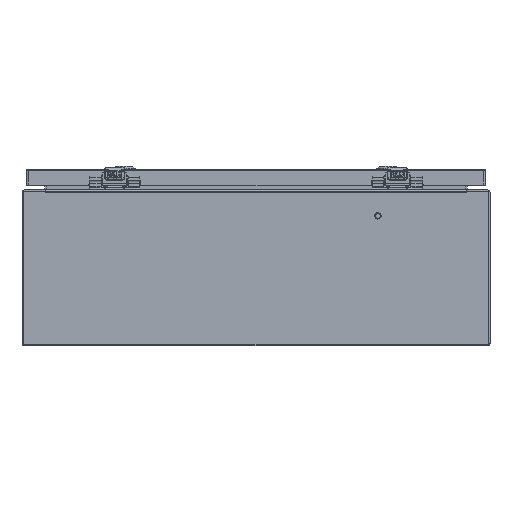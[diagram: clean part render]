
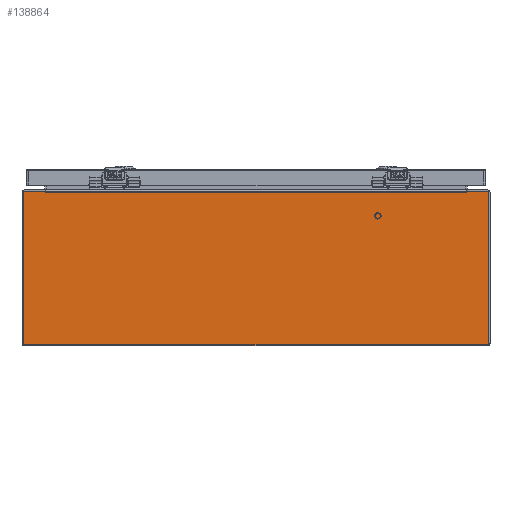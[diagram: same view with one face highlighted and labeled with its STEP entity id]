
A CAD part, front view. The second image highlights one B-rep face of the part: STEP entity #138864.
In plain terms, the highlighted face is planar.
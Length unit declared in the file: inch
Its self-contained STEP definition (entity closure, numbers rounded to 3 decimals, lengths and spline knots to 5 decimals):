
#253 = ORIENTED_EDGE ( 'NONE', *, *, #86093, .T. ) ;
#3446 = EDGE_CURVE ( 'NONE', #107824, #103934, #51002, .T. ) ;
#5299 = DIRECTION ( 'NONE',  ( 0., 1., 0. ) ) ;
#6184 = VERTEX_POINT ( 'NONE', #20933 ) ;
#6920 = DIRECTION ( 'NONE',  ( 0., 0., 1. ) ) ;
#9639 = VERTEX_POINT ( 'NONE', #84503 ) ;
#10538 = VERTEX_POINT ( 'NONE', #134696 ) ;
#10930 = AXIS2_PLACEMENT_3D ( 'NONE', #25915, #79209, #12820 ) ;
#11239 = CARTESIAN_POINT ( 'NONE',  ( -29.69, 22.50836, -1.163 ) ) ;
#11652 = CARTESIAN_POINT ( 'NONE',  ( -29.69, -0.167, -1.216 ) ) ;
#12542 = DIRECTION ( 'NONE',  ( 1., 0., 0. ) ) ;
#12820 = DIRECTION ( 'NONE',  ( 0., 0., 1. ) ) ;
#13715 = VERTEX_POINT ( 'NONE', #172686 ) ;
#14708 = CIRCLE ( 'NONE', #126339, 0.08 ) ;
#16150 = ORIENTED_EDGE ( 'NONE', *, *, #35119, .F. ) ;
#16532 = LINE ( 'NONE', #18259, #66312 ) ;
#18259 = CARTESIAN_POINT ( 'NONE',  ( -29.69, 0.87164, -1.163 ) ) ;
#20933 = CARTESIAN_POINT ( 'NONE',  ( -29.69, -0.167, -1.136 ) ) ;
#20937 = AXIS2_PLACEMENT_3D ( 'NONE', #129997, #37456, #6920 ) ;
#20942 = CARTESIAN_POINT ( 'NONE',  ( -29.69, 0.88422, -1.19 ) ) ;
#21958 = ORIENTED_EDGE ( 'NONE', *, *, #162041, .F. ) ;
#21983 = EDGE_CURVE ( 'NONE', #10538, #156783, #107077, .T. ) ;
#25915 = CARTESIAN_POINT ( 'NONE',  ( -29.69, 23.547, -8.93 ) ) ;
#27752 = DIRECTION ( 'NONE',  ( 0., -1., 0. ) ) ;
#29048 = CARTESIAN_POINT ( 'NONE',  ( -29.69, -0.247, -1.216 ) ) ;
#30518 = ORIENTED_EDGE ( 'NONE', *, *, #67389, .F. ) ;
#34819 = CARTESIAN_POINT ( 'NONE',  ( -29.69, 22.49578, -1.19 ) ) ;
#35119 = EDGE_CURVE ( 'NONE', #151838, #6184, #73614, .T. ) ;
#37279 = CARTESIAN_POINT ( 'NONE',  ( -29.69, 23.547, -9.01 ) ) ;
#37456 = DIRECTION ( 'NONE',  ( 1., 0., 0. ) ) ;
#38745 = CARTESIAN_POINT ( 'NONE',  ( -29.69, -0.247, -5.073 ) ) ;
#39018 = EDGE_CURVE ( 'NONE', #9639, #13715, #68021, .T. ) ;
#40964 = CARTESIAN_POINT ( 'NONE',  ( -29.69, 11.69, -1.136 ) ) ;
#41142 = VERTEX_POINT ( 'NONE', #140902 ) ;
#45862 = ORIENTED_EDGE ( 'NONE', *, *, #39018, .F. ) ;
#46105 = CIRCLE ( 'NONE', #20937, 0.08 ) ;
#49667 = VECTOR ( 'NONE', #62921, 39.37008 ) ;
#50532 = LINE ( 'NONE', #34819, #120344 ) ;
#51002 = LINE ( 'NONE', #38745, #86006 ) ;
#55435 = CARTESIAN_POINT ( 'NONE',  ( -29.69, 11.69, -5.073 ) ) ;
#55477 = VERTEX_POINT ( 'NONE', #103344 ) ;
#56344 = ORIENTED_EDGE ( 'NONE', *, *, #128447, .F. ) ;
#57264 = CARTESIAN_POINT ( 'NONE',  ( -29.69, 11.69, -9.01 ) ) ;
#58478 = CARTESIAN_POINT ( 'NONE',  ( -29.69, 23.627, -5.073 ) ) ;
#60147 = ORIENTED_EDGE ( 'NONE', *, *, #164239, .F. ) ;
#62921 = DIRECTION ( 'NONE',  ( 0., -0.174, -0.985 ) ) ;
#66312 = VECTOR ( 'NONE', #163217, 39.37008 ) ;
#66718 = DIRECTION ( 'NONE',  ( 0., 0., 1. ) ) ;
#67389 = EDGE_CURVE ( 'NONE', #13715, #82936, #169267, .T. ) ;
#67672 = FACE_OUTER_BOUND ( 'NONE', #113889, .T. ) ;
#68021 = LINE ( 'NONE', #40964, #106237 ) ;
#70292 = VECTOR ( 'NONE', #80008, 39.37008 ) ;
#70963 = DIRECTION ( 'NONE',  ( 0., 0., 1. ) ) ;
#73614 = LINE ( 'NONE', #87602, #158009 ) ;
#74483 = DIRECTION ( 'NONE',  ( 0., -1., 0. ) ) ;
#79194 = EDGE_CURVE ( 'NONE', #151838, #89902, #16532, .T. ) ;
#79209 = DIRECTION ( 'NONE',  ( 1., 0., 0. ) ) ;
#80008 = DIRECTION ( 'NONE',  ( 0., 1., 0. ) ) ;
#82936 = VERTEX_POINT ( 'NONE', #100511 ) ;
#84503 = CARTESIAN_POINT ( 'NONE',  ( -29.69, 23.547, -1.136 ) ) ;
#85283 = EDGE_CURVE ( 'NONE', #89902, #85324, #85691, .T. ) ;
#85324 = VERTEX_POINT ( 'NONE', #126667 ) ;
#85691 = LINE ( 'NONE', #20942, #140351 ) ;
#86006 = VECTOR ( 'NONE', #104211, 39.37008 ) ;
#86093 = EDGE_CURVE ( 'NONE', #85324, #41142, #134572, .T. ) ;
#87602 = CARTESIAN_POINT ( 'NONE',  ( -29.69, 11.69, -1.136 ) ) ;
#88108 = DIRECTION ( 'NONE',  ( 0., -1., 0. ) ) ;
#89902 = VERTEX_POINT ( 'NONE', #125405 ) ;
#93857 = PLANE ( 'NONE',  #155454 ) ;
#94593 = CIRCLE ( 'NONE', #169762, 0.08 ) ;
#94694 = DIRECTION ( 'NONE',  ( -1., 0., 0. ) ) ;
#98558 = LINE ( 'NONE', #58478, #166474 ) ;
#100511 = CARTESIAN_POINT ( 'NONE',  ( -29.69, 22.5036, -1.19 ) ) ;
#101101 = CARTESIAN_POINT ( 'NONE',  ( -29.69, 23.627, -1.216 ) ) ;
#103344 = CARTESIAN_POINT ( 'NONE',  ( -29.69, 23.627, -8.93 ) ) ;
#103934 = VERTEX_POINT ( 'NONE', #152103 ) ;
#104211 = DIRECTION ( 'NONE',  ( 0., 0., -1. ) ) ;
#104219 = EDGE_CURVE ( 'NONE', #156783, #55477, #153075, .T. ) ;
#106237 = VECTOR ( 'NONE', #27752, 39.37008 ) ;
#106778 = EDGE_CURVE ( 'NONE', #82936, #41142, #50532, .T. ) ;
#107077 = LINE ( 'NONE', #57264, #70292 ) ;
#107824 = VERTEX_POINT ( 'NONE', #29048 ) ;
#108429 = ORIENTED_EDGE ( 'NONE', *, *, #79194, .T. ) ;
#111039 = CARTESIAN_POINT ( 'NONE',  ( -29.69, 11.69, -1.19 ) ) ;
#113889 = EDGE_LOOP ( 'NONE', ( #45862, #21958, #157886, #158014, #137988, #60147, #164031, #56344, #16150, #108429, #146833, #253, #167310, #30518 ) ) ;
#116015 = VECTOR ( 'NONE', #150179, 39.37008 ) ;
#117216 = CARTESIAN_POINT ( 'NONE',  ( -29.69, 0.86688, -1.136 ) ) ;
#120344 = VECTOR ( 'NONE', #88108, 39.37008 ) ;
#125405 = CARTESIAN_POINT ( 'NONE',  ( -29.69, 0.8764, -1.19 ) ) ;
#125917 = DIRECTION ( 'NONE',  ( 1., 0., 0. ) ) ;
#126339 = AXIS2_PLACEMENT_3D ( 'NONE', #155216, #125917, #70963 ) ;
#126667 = CARTESIAN_POINT ( 'NONE',  ( -29.69, 0.892, -1.19 ) ) ;
#128237 = DIRECTION ( 'NONE',  ( 0., 0., 1. ) ) ;
#128447 = EDGE_CURVE ( 'NONE', #6184, #107824, #94593, .T. ) ;
#129997 = CARTESIAN_POINT ( 'NONE',  ( -29.69, -0.167, -8.93 ) ) ;
#134572 = LINE ( 'NONE', #111039, #116015 ) ;
#134696 = CARTESIAN_POINT ( 'NONE',  ( -29.69, -0.167, -9.01 ) ) ;
#137988 = ORIENTED_EDGE ( 'NONE', *, *, #21983, .F. ) ;
#138864 = ADVANCED_FACE ( 'NONE', ( #67672 ), #93857, .T. ) ;
#139428 = EDGE_CURVE ( 'NONE', #55477, #167602, #98558, .T. ) ;
#140351 = VECTOR ( 'NONE', #5299, 39.37008 ) ;
#140902 = CARTESIAN_POINT ( 'NONE',  ( -29.69, 22.488, -1.19 ) ) ;
#146833 = ORIENTED_EDGE ( 'NONE', *, *, #85283, .T. ) ;
#150179 = DIRECTION ( 'NONE',  ( 0., 1., 0. ) ) ;
#151838 = VERTEX_POINT ( 'NONE', #117216 ) ;
#152103 = CARTESIAN_POINT ( 'NONE',  ( -29.69, -0.247, -8.93 ) ) ;
#153075 = CIRCLE ( 'NONE', #10930, 0.08 ) ;
#155216 = CARTESIAN_POINT ( 'NONE',  ( -29.69, 23.547, -1.216 ) ) ;
#155454 = AXIS2_PLACEMENT_3D ( 'NONE', #55435, #94694, #160939 ) ;
#156783 = VERTEX_POINT ( 'NONE', #37279 ) ;
#157886 = ORIENTED_EDGE ( 'NONE', *, *, #139428, .F. ) ;
#158009 = VECTOR ( 'NONE', #74483, 39.37008 ) ;
#158014 = ORIENTED_EDGE ( 'NONE', *, *, #104219, .F. ) ;
#160939 = DIRECTION ( 'NONE',  ( 0., 0., 1. ) ) ;
#162041 = EDGE_CURVE ( 'NONE', #167602, #9639, #14708, .T. ) ;
#163217 = DIRECTION ( 'NONE',  ( 0., 0.174, -0.985 ) ) ;
#164031 = ORIENTED_EDGE ( 'NONE', *, *, #3446, .F. ) ;
#164239 = EDGE_CURVE ( 'NONE', #103934, #10538, #46105, .T. ) ;
#166474 = VECTOR ( 'NONE', #128237, 39.37008 ) ;
#167310 = ORIENTED_EDGE ( 'NONE', *, *, #106778, .F. ) ;
#167602 = VERTEX_POINT ( 'NONE', #101101 ) ;
#169267 = LINE ( 'NONE', #11239, #49667 ) ;
#169762 = AXIS2_PLACEMENT_3D ( 'NONE', #11652, #12542, #66718 ) ;
#172686 = CARTESIAN_POINT ( 'NONE',  ( -29.69, 22.51312, -1.136 ) ) ;
